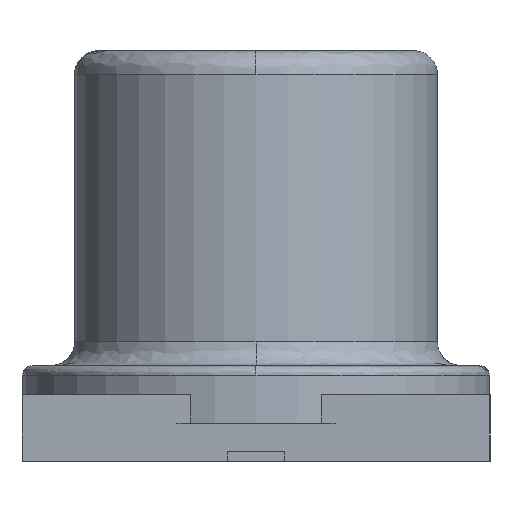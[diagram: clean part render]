
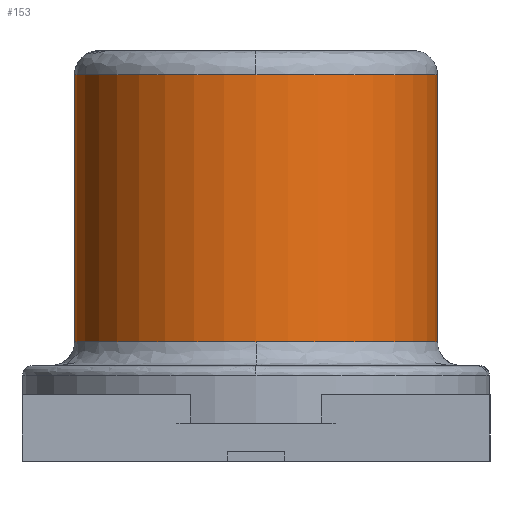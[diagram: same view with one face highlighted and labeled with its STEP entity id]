
A CAD part, left-side view. The second image highlights one B-rep face of the part: STEP entity #153.
In plain terms, the highlighted cylindrical face has radius 1.9 mm (diameter 3.8 mm), a partial arc.
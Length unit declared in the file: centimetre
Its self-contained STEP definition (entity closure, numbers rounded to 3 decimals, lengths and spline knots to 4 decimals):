
#21 = DIRECTION ( 'NONE',  ( 0., 0., -1. ) ) ;
#80 = CIRCLE ( 'NONE', #433, 0.19 ) ;
#82 = DIRECTION ( 'NONE',  ( -1., 0., 0. ) ) ;
#110 = EDGE_CURVE ( 'NONE', #1746, #1027, #952, .T. ) ;
#117 = DIRECTION ( 'NONE',  ( 0., 0., 1. ) ) ;
#126 = CARTESIAN_POINT ( 'NONE',  ( 0.245, 0.435, 0.03 ) ) ;
#131 = DIRECTION ( 'NONE',  ( 0., 0., -1. ) ) ;
#141 = DIRECTION ( 'NONE',  ( 0., 0., 1. ) ) ;
#146 = VERTEX_POINT ( 'NONE', #651 ) ;
#153 = ADVANCED_FACE ( 'NONE', ( #282 ), #631, .T. ) ;
#209 = CARTESIAN_POINT ( 'NONE',  ( 0.245, 0.055, 0.055 ) ) ;
#212 = EDGE_CURVE ( 'NONE', #146, #1965, #720, .T. ) ;
#234 = AXIS2_PLACEMENT_3D ( 'NONE', #1469, #131, #2163 ) ;
#240 = LINE ( 'NONE', #1868, #1158 ) ;
#282 = FACE_OUTER_BOUND ( 'NONE', #1053, .T. ) ;
#360 = EDGE_CURVE ( 'NONE', #1746, #1673, #1585, .T. ) ;
#372 = CARTESIAN_POINT ( 'NONE',  ( 0.245, 0.435, 0.055 ) ) ;
#380 = DIRECTION ( 'NONE',  ( 0., 0., 1. ) ) ;
#405 = VECTOR ( 'NONE', #1956, 100. ) ;
#418 = ORIENTED_EDGE ( 'NONE', *, *, #360, .T. ) ;
#433 = AXIS2_PLACEMENT_3D ( 'NONE', #1017, #21, #1671 ) ;
#435 = CARTESIAN_POINT ( 'NONE',  ( 0.055, 0.245, 0.335 ) ) ;
#445 = ORIENTED_EDGE ( 'NONE', *, *, #212, .T. ) ;
#481 = CARTESIAN_POINT ( 'NONE',  ( 0.245, 0.245, 0.03 ) ) ;
#550 = ORIENTED_EDGE ( 'NONE', *, *, #707, .T. ) ;
#590 = CARTESIAN_POINT ( 'NONE',  ( 0.245, 0.435, 0.335 ) ) ;
#603 = CIRCLE ( 'NONE', #991, 0.19 ) ;
#631 = CYLINDRICAL_SURFACE ( 'NONE', #1384, 0.19 ) ;
#651 = CARTESIAN_POINT ( 'NONE',  ( 0.245, 0.055, 0.335 ) ) ;
#707 = EDGE_CURVE ( 'NONE', #727, #146, #240, .T. ) ;
#720 = CIRCLE ( 'NONE', #234, 0.19 ) ;
#727 = VERTEX_POINT ( 'NONE', #209 ) ;
#931 = AXIS2_PLACEMENT_3D ( 'NONE', #1731, #1388, #82 ) ;
#952 = LINE ( 'NONE', #126, #405 ) ;
#991 = AXIS2_PLACEMENT_3D ( 'NONE', #1948, #117, #1119 ) ;
#1017 = CARTESIAN_POINT ( 'NONE',  ( 0.245, 0.245, 0.335 ) ) ;
#1027 = VERTEX_POINT ( 'NONE', #590 ) ;
#1053 = EDGE_LOOP ( 'NONE', ( #418, #2167, #550, #445, #1977, #1781 ) ) ;
#1119 = DIRECTION ( 'NONE',  ( -1., 0., 0. ) ) ;
#1151 = EDGE_CURVE ( 'NONE', #1673, #727, #603, .T. ) ;
#1158 = VECTOR ( 'NONE', #380, 100. ) ;
#1384 = AXIS2_PLACEMENT_3D ( 'NONE', #481, #141, #1823 ) ;
#1388 = DIRECTION ( 'NONE',  ( 0., 0., 1. ) ) ;
#1469 = CARTESIAN_POINT ( 'NONE',  ( 0.245, 0.245, 0.335 ) ) ;
#1585 = CIRCLE ( 'NONE', #931, 0.19 ) ;
#1671 = DIRECTION ( 'NONE',  ( 1., 0., 0. ) ) ;
#1673 = VERTEX_POINT ( 'NONE', #1699 ) ;
#1699 = CARTESIAN_POINT ( 'NONE',  ( 0.055, 0.245, 0.055 ) ) ;
#1731 = CARTESIAN_POINT ( 'NONE',  ( 0.245, 0.245, 0.055 ) ) ;
#1746 = VERTEX_POINT ( 'NONE', #372 ) ;
#1781 = ORIENTED_EDGE ( 'NONE', *, *, #110, .F. ) ;
#1823 = DIRECTION ( 'NONE',  ( 1., 0., 0. ) ) ;
#1868 = CARTESIAN_POINT ( 'NONE',  ( 0.245, 0.055, 0.03 ) ) ;
#1948 = CARTESIAN_POINT ( 'NONE',  ( 0.245, 0.245, 0.055 ) ) ;
#1956 = DIRECTION ( 'NONE',  ( 0., 0., 1. ) ) ;
#1965 = VERTEX_POINT ( 'NONE', #435 ) ;
#1977 = ORIENTED_EDGE ( 'NONE', *, *, #2094, .T. ) ;
#2094 = EDGE_CURVE ( 'NONE', #1965, #1027, #80, .T. ) ;
#2163 = DIRECTION ( 'NONE',  ( 1., 0., 0. ) ) ;
#2167 = ORIENTED_EDGE ( 'NONE', *, *, #1151, .T. ) ;
